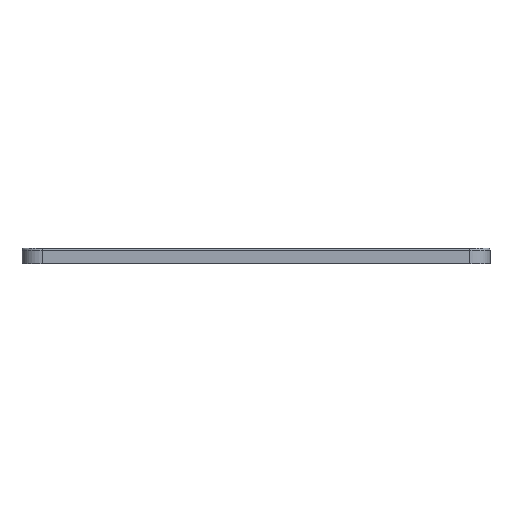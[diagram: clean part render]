
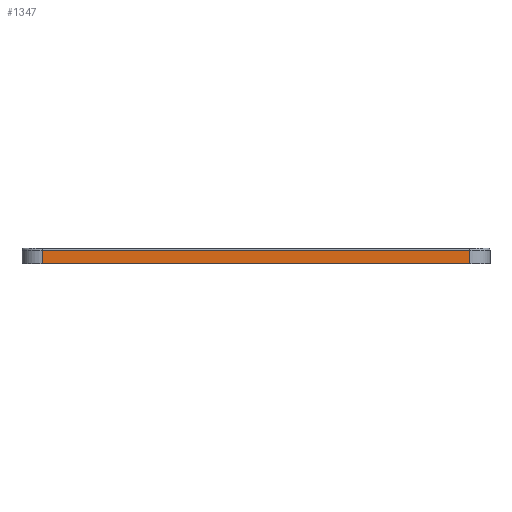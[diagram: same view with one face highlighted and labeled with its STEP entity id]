
A CAD part, left-side view. The second image highlights one B-rep face of the part: STEP entity #1347.
In plain terms, the highlighted planar face has unit normal (-1, 0, 0).
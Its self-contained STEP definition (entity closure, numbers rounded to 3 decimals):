
#29 = CARTESIAN_POINT ( 'NONE',  ( 200.088, -224.087, 166.867 ) ) ;
#51 = FACE_OUTER_BOUND ( 'NONE', #2405, .T. ) ;
#94 = VERTEX_POINT ( 'NONE', #111 ) ;
#111 = CARTESIAN_POINT ( 'NONE',  ( 200.088, -224.087, 3.402 ) ) ;
#115 = ORIENTED_EDGE ( 'NONE', *, *, #4110, .T. ) ;
#231 = EDGE_CURVE ( 'NONE', #2820, #1486, #4165, .T. ) ;
#509 = CARTESIAN_POINT ( 'NONE',  ( 200.088, -118.853, 166.867 ) ) ;
#535 = CARTESIAN_POINT ( 'NONE',  ( 200.088, -224.087, 0. ) ) ;
#689 = CARTESIAN_POINT ( 'NONE',  ( 200.088, -224.087, 166.867 ) ) ;
#700 = VERTEX_POINT ( 'NONE', #2288 ) ;
#713 = LINE ( 'NONE', #29, #901 ) ;
#797 = VECTOR ( 'NONE', #2172, 1000. ) ;
#856 = DIRECTION ( 'NONE',  ( 0., -1., 0. ) ) ;
#901 = VECTOR ( 'NONE', #3406, 1000. ) ;
#908 = LINE ( 'NONE', #2596, #2652 ) ;
#1156 = EDGE_CURVE ( 'NONE', #94, #700, #908, .T. ) ;
#1287 = EDGE_CURVE ( 'NONE', #94, #1486, #713, .T. ) ;
#1347 = ADVANCED_FACE ( 'NONE', ( #51 ), #4019, .F. ) ;
#1409 = VECTOR ( 'NONE', #856, 1000. ) ;
#1434 = DIRECTION ( 'NONE',  ( 1., 0., 0. ) ) ;
#1486 = VERTEX_POINT ( 'NONE', #535 ) ;
#1871 = CARTESIAN_POINT ( 'NONE',  ( 200.088, -118.853, 0. ) ) ;
#1905 = LINE ( 'NONE', #509, #797 ) ;
#1940 = DIRECTION ( 'NONE',  ( 0., 1., 0. ) ) ;
#2043 = AXIS2_PLACEMENT_3D ( 'NONE', #689, #1434, #2447 ) ;
#2106 = ORIENTED_EDGE ( 'NONE', *, *, #1287, .F. ) ;
#2172 = DIRECTION ( 'NONE',  ( 0., 0., -1. ) ) ;
#2268 = ORIENTED_EDGE ( 'NONE', *, *, #231, .T. ) ;
#2288 = CARTESIAN_POINT ( 'NONE',  ( 200.088, -118.853, 3.402 ) ) ;
#2405 = EDGE_LOOP ( 'NONE', ( #2106, #3162, #115, #2268 ) ) ;
#2447 = DIRECTION ( 'NONE',  ( 0., 0., -1. ) ) ;
#2507 = CARTESIAN_POINT ( 'NONE',  ( 200.088, -224.087, 0. ) ) ;
#2596 = CARTESIAN_POINT ( 'NONE',  ( 200.088, -224.087, 3.402 ) ) ;
#2652 = VECTOR ( 'NONE', #1940, 1000. ) ;
#2820 = VERTEX_POINT ( 'NONE', #1871 ) ;
#3162 = ORIENTED_EDGE ( 'NONE', *, *, #1156, .T. ) ;
#3406 = DIRECTION ( 'NONE',  ( 0., 0., -1. ) ) ;
#4019 = PLANE ( 'NONE',  #2043 ) ;
#4110 = EDGE_CURVE ( 'NONE', #700, #2820, #1905, .T. ) ;
#4165 = LINE ( 'NONE', #2507, #1409 ) ;
